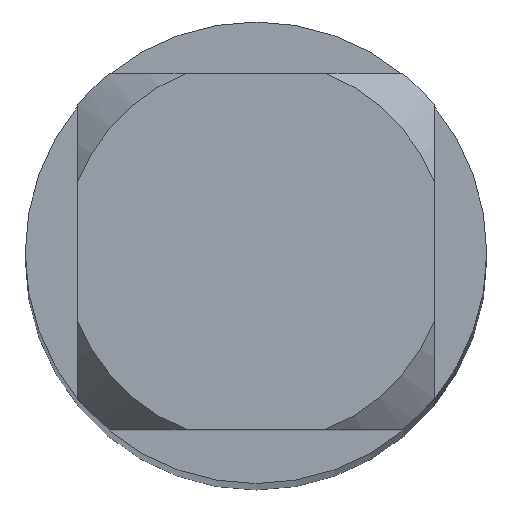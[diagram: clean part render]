
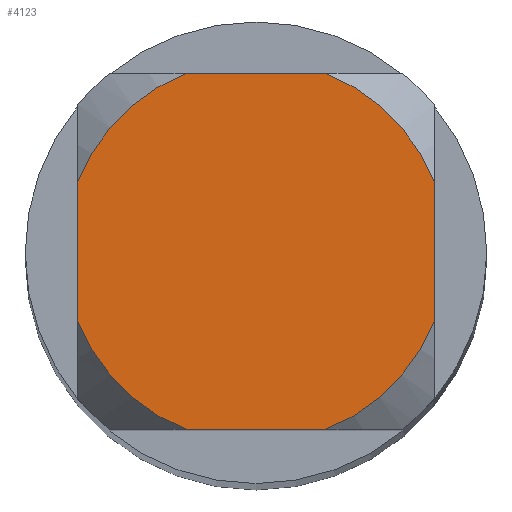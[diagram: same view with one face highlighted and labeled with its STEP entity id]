
A CAD part, top view. The second image highlights one B-rep face of the part: STEP entity #4123.
In plain terms, the highlighted planar face has unit normal (0, 0, 1).
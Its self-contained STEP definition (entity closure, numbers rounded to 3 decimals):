
#1577=EDGE_CURVE('',#1947,#2481,#4493,.T.);
#1667=EDGE_CURVE('',#2831,#3209,#4592,.T.);
#1765=EDGE_CURVE('',#3451,#1869,#4697,.T.);
#1869=VERTEX_POINT('',#4814);
#1947=VERTEX_POINT('',#4899);
#2481=VERTEX_POINT('',#5477);
#2831=VERTEX_POINT('',#5854);
#2841=EDGE_CURVE('',#3451,#3533,#5866,.T.);
#3087=EDGE_CURVE('',#3577,#3209,#6136,.T.);
#3209=VERTEX_POINT('',#6272);
#3421=EDGE_CURVE('',#2831,#2481,#6500,.T.);
#3451=VERTEX_POINT('',#6532);
#3533=VERTEX_POINT('',#6621);
#3577=VERTEX_POINT('',#6669);
#4123=ADVANCED_FACE('',(#7259),#7260,.T.);
#4127=EDGE_CURVE('',#1947,#1869,#7265,.T.);
#4149=EDGE_CURVE('',#3577,#3533,#7288,.T.);
#4493=CIRCLE('',#7794,1.45);
#4592=CIRCLE('',#8123,1.45);
#4697=CIRCLE('',#8483,1.45);
#4814=CARTESIAN_POINT('',(-0.529,1.35,0.0));
#4899=CARTESIAN_POINT('',(0.529,1.35,0.0));
#5477=CARTESIAN_POINT('',(1.35,0.529,0.0));
#5854=CARTESIAN_POINT('',(1.35,-0.529,0.0));
#5866=LINE('',#11629,#11630);
#6136=LINE('',#12378,#12379);
#6272=CARTESIAN_POINT('',(0.529,-1.35,0.0));
#6500=LINE('',#13369,#13370);
#6532=CARTESIAN_POINT('',(-1.35,0.529,0.0));
#6621=CARTESIAN_POINT('',(-1.35,-0.529,0.0));
#6669=CARTESIAN_POINT('',(-0.529,-1.35,0.0));
#7259=FACE_OUTER_BOUND('',#15033,.T.);
#7260=PLANE('',#15034);
#7265=LINE('',#15040,#15041);
#7288=CIRCLE('',#15105,1.45);
#7794=AXIS2_PLACEMENT_3D('',#15773,#15774,#15775);
#8123=AXIS2_PLACEMENT_3D('',#15971,#15972,#15973);
#8483=AXIS2_PLACEMENT_3D('',#16060,#16061,#16062);
#11629=CARTESIAN_POINT('',(-1.35,0.363,0.0));
#11630=VECTOR('',#17306,1.0);
#12378=CARTESIAN_POINT('',(0.0,-1.35,0.0));
#12379=VECTOR('',#17691,1.0);
#13369=CARTESIAN_POINT('',(1.35,0.363,0.0));
#13370=VECTOR('',#18046,1.0);
#15033=EDGE_LOOP('',(#18790,#18791,#18792,#18793,#18794,#18795,#18796,#18797));
#15034=AXIS2_PLACEMENT_3D('',#18798,#18799,#18800);
#15040=CARTESIAN_POINT('',(0.0,1.35,0.0));
#15041=VECTOR('',#18810,1.0);
#15105=AXIS2_PLACEMENT_3D('',#18826,#18827,#18828);
#15773=CARTESIAN_POINT('',(0.0,0.0,0.0));
#15774=DIRECTION('',(0.0,0.0,-1.0));
#15775=DIRECTION('',(0.0,1.0,0.0));
#15971=CARTESIAN_POINT('',(0.0,0.0,0.0));
#15972=DIRECTION('',(0.0,0.0,-1.0));
#15973=DIRECTION('',(0.0,1.0,0.0));
#16060=CARTESIAN_POINT('',(0.0,0.0,0.0));
#16061=DIRECTION('',(0.0,0.0,-1.0));
#16062=DIRECTION('',(0.0,1.0,0.0));
#17306=DIRECTION('',(-0.0,-1.0,0.0));
#17691=DIRECTION('',(1.0,0.0,0.0));
#18046=DIRECTION('',(-0.0,1.0,0.0));
#18790=ORIENTED_EDGE('',*,*,#2841,.T.);
#18791=ORIENTED_EDGE('',*,*,#4149,.F.);
#18792=ORIENTED_EDGE('',*,*,#3087,.T.);
#18793=ORIENTED_EDGE('',*,*,#1667,.F.);
#18794=ORIENTED_EDGE('',*,*,#3421,.T.);
#18795=ORIENTED_EDGE('',*,*,#1577,.F.);
#18796=ORIENTED_EDGE('',*,*,#4127,.T.);
#18797=ORIENTED_EDGE('',*,*,#1765,.F.);
#18798=CARTESIAN_POINT('',(0.0,0.725,0.0));
#18799=DIRECTION('',(-0.0,0.0,1.0));
#18800=DIRECTION('',(0.0,-1.0,0.0));
#18810=DIRECTION('',(-1.0,0.0,0.0));
#18826=CARTESIAN_POINT('',(0.0,0.0,0.0));
#18827=DIRECTION('',(0.0,0.0,-1.0));
#18828=DIRECTION('',(0.0,1.0,0.0));
